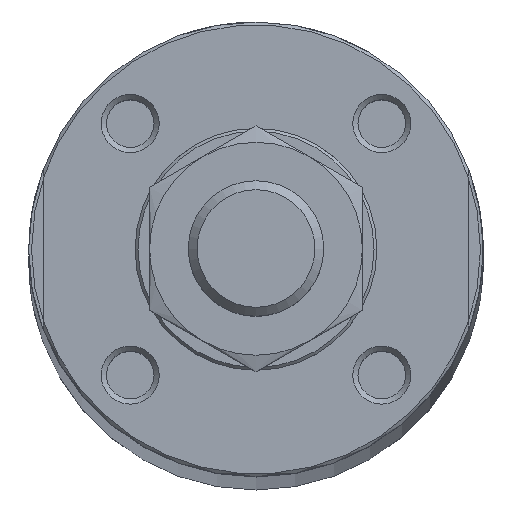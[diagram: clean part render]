
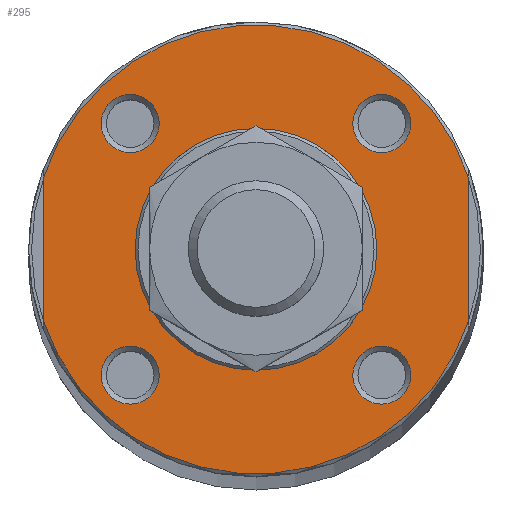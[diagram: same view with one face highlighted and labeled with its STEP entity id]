
A CAD part, top view. The second image highlights one B-rep face of the part: STEP entity #295.
In plain terms, the highlighted planar face has unit normal (0, 0, 1).
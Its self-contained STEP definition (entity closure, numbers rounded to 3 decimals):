
#295 = ADVANCED_FACE( '', ( #578, #579, #580, #581, #582, #583 ), #584, .F. );
#578 = FACE_OUTER_BOUND( '', #916, .T. );
#579 = FACE_BOUND( '', #917, .T. );
#580 = FACE_BOUND( '', #918, .T. );
#581 = FACE_BOUND( '', #919, .T. );
#582 = FACE_BOUND( '', #920, .T. );
#583 = FACE_BOUND( '', #921, .T. );
#584 = PLANE( '', #922 );
#916 = EDGE_LOOP( '', ( #1489, #1490, #1491, #1492 ) );
#917 = EDGE_LOOP( '', ( #1493 ) );
#918 = EDGE_LOOP( '', ( #1494 ) );
#919 = EDGE_LOOP( '', ( #1495 ) );
#920 = EDGE_LOOP( '', ( #1496 ) );
#921 = EDGE_LOOP( '', ( #1497 ) );
#922 = AXIS2_PLACEMENT_3D( '', #1498, #1499, #1500 );
#1489 = ORIENTED_EDGE( '', *, *, #1871, .F. );
#1490 = ORIENTED_EDGE( '', *, *, #1812, .T. );
#1491 = ORIENTED_EDGE( '', *, *, #1872, .F. );
#1492 = ORIENTED_EDGE( '', *, *, #1847, .T. );
#1493 = ORIENTED_EDGE( '', *, *, #1815, .T. );
#1494 = ORIENTED_EDGE( '', *, *, #1818, .T. );
#1495 = ORIENTED_EDGE( '', *, *, #1821, .T. );
#1496 = ORIENTED_EDGE( '', *, *, #1824, .T. );
#1497 = ORIENTED_EDGE( '', *, *, #1857, .T. );
#1498 = CARTESIAN_POINT( '', ( 0., 12.5, 787. ) );
#1499 = DIRECTION( '', ( 0., 0., -1. ) );
#1500 = DIRECTION( '', ( -1., 0., 0. ) );
#1812 = EDGE_CURVE( '', #2042, #2044, #2046, .T. );
#1815 = EDGE_CURVE( '', #2051, #2051, #2052, .T. );
#1818 = EDGE_CURVE( '', #2057, #2057, #2058, .T. );
#1821 = EDGE_CURVE( '', #2063, #2063, #2064, .T. );
#1824 = EDGE_CURVE( '', #2069, #2069, #2070, .T. );
#1847 = EDGE_CURVE( '', #2109, #2112, #2114, .T. );
#1857 = EDGE_CURVE( '', #2130, #2130, #2131, .T. );
#1871 = EDGE_CURVE( '', #2042, #2112, #2154, .T. );
#1872 = EDGE_CURVE( '', #2109, #2044, #2155, .T. );
#2042 = VERTEX_POINT( '', #2581 );
#2044 = VERTEX_POINT( '', #2586 );
#2046 = LINE( '', #2591, #2592 );
#2051 = VERTEX_POINT( '', #2597 );
#2052 = CIRCLE( '', #2598, 3. );
#2057 = VERTEX_POINT( '', #2603 );
#2058 = CIRCLE( '', #2604, 3. );
#2063 = VERTEX_POINT( '', #2609 );
#2064 = CIRCLE( '', #2610, 3. );
#2069 = VERTEX_POINT( '', #2615 );
#2070 = CIRCLE( '', #2616, 3. );
#2109 = VERTEX_POINT( '', #2708 );
#2112 = VERTEX_POINT( '', #2715 );
#2114 = LINE( '', #2720, #2721 );
#2130 = VERTEX_POINT( '', #2748 );
#2131 = CIRCLE( '', #2749, 12.5 );
#2154 = CIRCLE( '', #2772, 23.2 );
#2155 = CIRCLE( '', #2773, 23.2 );
#2581 = CARTESIAN_POINT( '', ( -22., 7.365, 787. ) );
#2586 = CARTESIAN_POINT( '', ( -22., -7.365, 787. ) );
#2591 = CARTESIAN_POINT( '', ( -22., 44., 787. ) );
#2592 = VECTOR( '', #3164, 1000. );
#2597 = CARTESIAN_POINT( '', ( -16., -13., 787. ) );
#2598 = AXIS2_PLACEMENT_3D( '', #3171, #3172, #3173 );
#2603 = CARTESIAN_POINT( '', ( 10., 13., 787. ) );
#2604 = AXIS2_PLACEMENT_3D( '', #3180, #3181, #3182 );
#2609 = CARTESIAN_POINT( '', ( -16., 13., 787. ) );
#2610 = AXIS2_PLACEMENT_3D( '', #3189, #3190, #3191 );
#2615 = CARTESIAN_POINT( '', ( 10., -13., 787. ) );
#2616 = AXIS2_PLACEMENT_3D( '', #3198, #3199, #3200 );
#2708 = CARTESIAN_POINT( '', ( 22., -7.365, 787. ) );
#2715 = CARTESIAN_POINT( '', ( 22., 7.365, 787. ) );
#2720 = CARTESIAN_POINT( '', ( 22., -44., 787. ) );
#2721 = VECTOR( '', #3256, 1000. );
#2748 = CARTESIAN_POINT( '', ( -12.5, 0., 787. ) );
#2749 = AXIS2_PLACEMENT_3D( '', #3268, #3269, #3270 );
#2772 = AXIS2_PLACEMENT_3D( '', #3310, #3311, #3312 );
#2773 = AXIS2_PLACEMENT_3D( '', #3313, #3314, #3315 );
#3164 = DIRECTION( '', ( 0., -1., 0. ) );
#3171 = CARTESIAN_POINT( '', ( -13., -13., 787. ) );
#3172 = DIRECTION( '', ( 0., 0., -1. ) );
#3173 = DIRECTION( '', ( -1., 0., 0. ) );
#3180 = CARTESIAN_POINT( '', ( 13., 13., 787. ) );
#3181 = DIRECTION( '', ( 0., 0., -1. ) );
#3182 = DIRECTION( '', ( -1., 0., 0. ) );
#3189 = CARTESIAN_POINT( '', ( -13., 13., 787. ) );
#3190 = DIRECTION( '', ( 0., 0., -1. ) );
#3191 = DIRECTION( '', ( -1., 0., 0. ) );
#3198 = CARTESIAN_POINT( '', ( 13., -13., 787. ) );
#3199 = DIRECTION( '', ( 0., 0., -1. ) );
#3200 = DIRECTION( '', ( -1., 0., 0. ) );
#3256 = DIRECTION( '', ( 0., 1., 0. ) );
#3268 = CARTESIAN_POINT( '', ( 0., 0., 787. ) );
#3269 = DIRECTION( '', ( 0., 0., -1. ) );
#3270 = DIRECTION( '', ( -1., 0., 0. ) );
#3310 = CARTESIAN_POINT( '', ( 0., 0., 787. ) );
#3311 = DIRECTION( '', ( 0., 0., -1. ) );
#3312 = DIRECTION( '', ( -1., 0., 0. ) );
#3313 = CARTESIAN_POINT( '', ( 0., 0., 787. ) );
#3314 = DIRECTION( '', ( 0., 0., -1. ) );
#3315 = DIRECTION( '', ( -1., 0., 0. ) );
